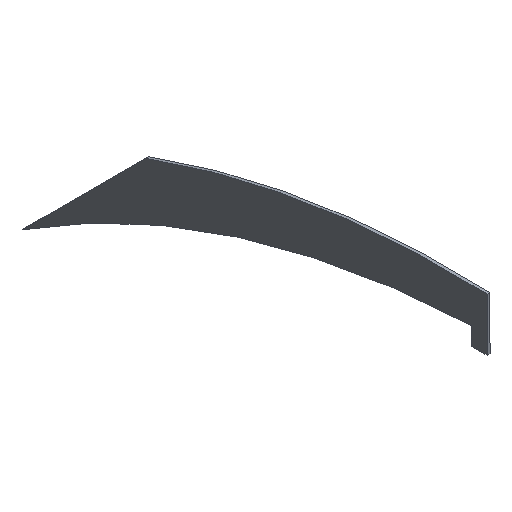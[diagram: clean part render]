
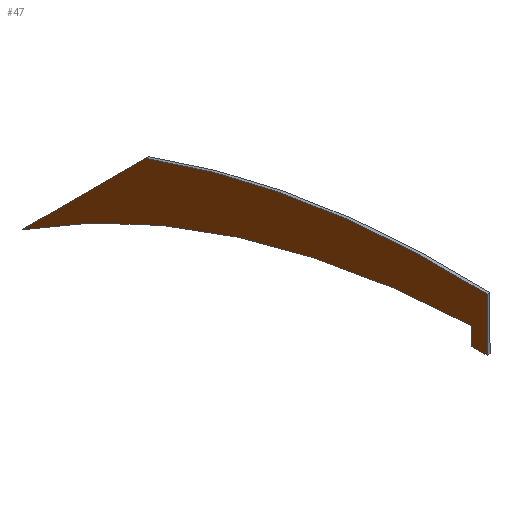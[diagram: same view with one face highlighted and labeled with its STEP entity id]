
A CAD part, isometric view. The second image highlights one B-rep face of the part: STEP entity #47.
In plain terms, the highlighted planar face has unit normal (-1, 0, 0).
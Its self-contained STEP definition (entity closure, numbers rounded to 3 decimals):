
#36=CIRCLE('',#168,50.);
#38=CIRCLE('',#172,50.);
#47=ADVANCED_FACE('',(#61),#53,.T.);
#53=PLANE('',#176);
#61=FACE_OUTER_BOUND('',#69,.T.);
#69=EDGE_LOOP('',(#100,#101,#102,#103,#104,#105));
#100=ORIENTED_EDGE('',*,*,#118,.F.);
#101=ORIENTED_EDGE('',*,*,#134,.F.);
#102=ORIENTED_EDGE('',*,*,#131,.F.);
#103=ORIENTED_EDGE('',*,*,#128,.F.);
#104=ORIENTED_EDGE('',*,*,#125,.F.);
#105=ORIENTED_EDGE('',*,*,#122,.F.);
#106=VERTEX_POINT('',#219);
#107=VERTEX_POINT('',#220);
#110=VERTEX_POINT('',#228);
#112=VERTEX_POINT('',#234);
#114=VERTEX_POINT('',#240);
#116=VERTEX_POINT('',#246);
#118=EDGE_CURVE('',#106,#107,#136,.T.);
#122=EDGE_CURVE('',#107,#110,#140,.T.);
#125=EDGE_CURVE('',#110,#112,#143,.T.);
#128=EDGE_CURVE('',#112,#114,#36,.T.);
#131=EDGE_CURVE('',#114,#116,#147,.T.);
#134=EDGE_CURVE('',#116,#106,#38,.T.);
#136=LINE('',#218,#150);
#140=LINE('',#227,#154);
#143=LINE('',#233,#157);
#147=LINE('',#245,#161);
#150=VECTOR('',#179,1.);
#154=VECTOR('',#185,1.);
#157=VECTOR('',#190,1.);
#161=VECTOR('',#202,1.);
#168=AXIS2_PLACEMENT_3D('',#239,#195,#196);
#172=AXIS2_PLACEMENT_3D('',#251,#207,#208);
#176=AXIS2_PLACEMENT_3D('',#255,#215,#216);
#179=DIRECTION('',(0.,0.,-1.));
#185=DIRECTION('',(0.,1.,0.));
#190=DIRECTION('',(0.,0.,1.));
#195=DIRECTION('',(-1.,0.,0.));
#196=DIRECTION('',(0.,1.,0.));
#202=DIRECTION('',(0.,-0.707,0.707));
#207=DIRECTION('',(1.,0.,0.));
#208=DIRECTION('',(0.,1.,0.));
#215=DIRECTION('',(-1.,0.,0.));
#216=DIRECTION('',(0.,0.,1.));
#218=CARTESIAN_POINT('',(0.,0.,10.));
#219=CARTESIAN_POINT('',(0.,0.,10.));
#220=CARTESIAN_POINT('',(0.,0.,7.));
#227=CARTESIAN_POINT('',(0.,0.,7.));
#228=CARTESIAN_POINT('',(0.,0.9,7.));
#233=CARTESIAN_POINT('',(0.,0.9,7.));
#234=CARTESIAN_POINT('',(0.,0.9,8.));
#239=CARTESIAN_POINT('',(0.,-0.878,-41.968));
#240=CARTESIAN_POINT('',(0.,26.3,0.));
#245=CARTESIAN_POINT('',(0.,26.3,0.));
#246=CARTESIAN_POINT('',(0.,19.3,7.));
#251=CARTESIAN_POINT('',(0.,2.119,-39.955));
#255=CARTESIAN_POINT('',(0.,-0.878,-41.968));
